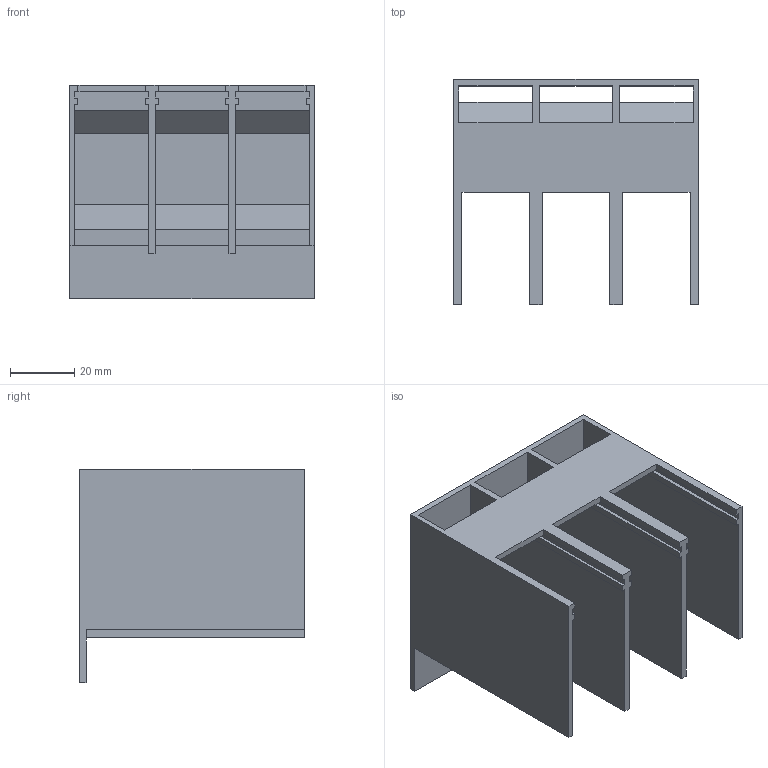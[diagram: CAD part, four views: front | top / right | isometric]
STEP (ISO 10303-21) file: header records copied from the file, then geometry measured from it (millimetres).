
FILE_DESCRIPTION(('CATIA V5 STEP Exchange'),'2;1');
FILE_NAME('1SDH001295R0019_1PA_001_00_XT1_3P_FIXED_HTC_SUP.stp','2014-11-11T15:19:07+00:00',('none'),('none'),'CATIA Version 5 Release 20 SP 1 (IN-10)','CATIA V5 STEP AP214','none');
FILE_SCHEMA(('AUTOMOTIVE_DESIGN { 1 0 10303 214 1 1 1 1 }'));
Length unit declared in the file: millimetre
Products named in the file (1): 1SDH001295R0019_1PA_001_00_XT1_3P_FIXED_HTC_SUP
Bounding box: 76.2 x 70 x 66.5 mm (x, y, z)
Volume: 46831.6 mm3; surface area: 50971.9 mm2
Topology: 1 solids, 1 shells, 89 faces, 270 edges, 180 vertices
Faces by surface type: plane 89
Entity records: 2760 total; most frequent: ORIENTED_EDGE 540, CARTESIAN_POINT 497, DIRECTION 350, EDGE_CURVE 270, VECTOR 266, LINE 266, VERTEX_POINT 180, EDGE_LOOP 92
